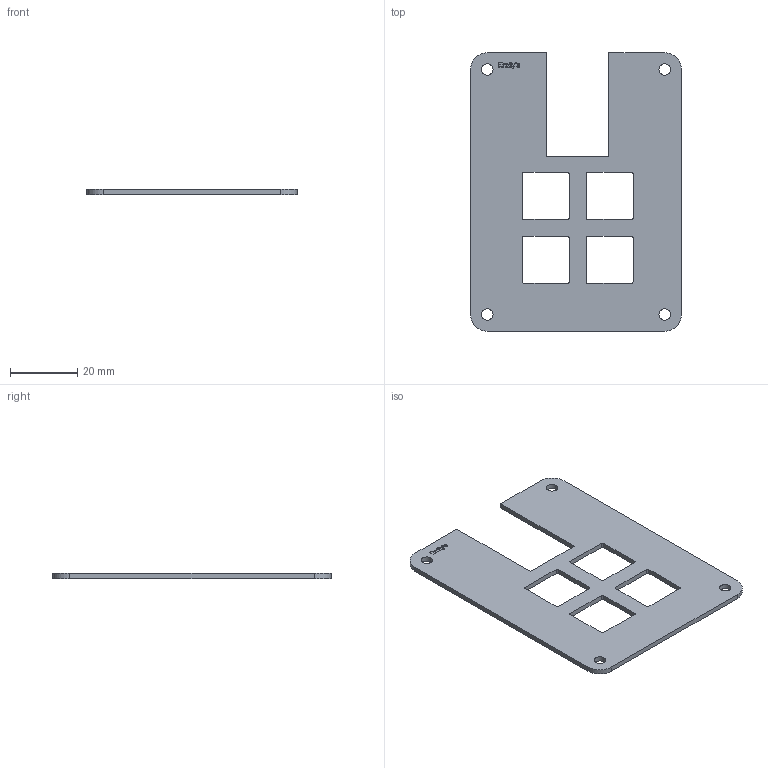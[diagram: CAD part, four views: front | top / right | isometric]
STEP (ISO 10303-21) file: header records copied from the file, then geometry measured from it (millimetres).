
FILE_DESCRIPTION(/* description */ (''),/* implementation_level */ '2;1');
FILE_NAME(/* name */ 'top_.step',/* time_stamp */ '2025-06-09T09:30:17+08:00',/* author */ (''),/* organization */ (''),/* preprocessor_version */ 'ST-DEVELOPER v20.1',/* originating_system */ 'Autodesk Translation Framework v14.10.0.0',/* authorisation */ '');
FILE_SCHEMA (('AUTOMOTIVE_DESIGN { 1 0 10303 214 3 1 1 }'));
Length unit declared in the file: millimetre
Products named in the file (1): top
Bounding box: 62.86 x 82.95 x 1.5 mm (x, y, z)
Volume: 5699.1 mm3; surface area: 8519.6 mm2
Topology: 1 solids, 1 shells, 167 faces, 471 edges, 314 vertices
Faces by surface type: plane 84, bspline 59, cylinder 24
Full cylindrical faces by diameter (mm): 3.4 x4
Entity records: 5988 total; most frequent: CARTESIAN_POINT 1956, ORIENTED_EDGE 942, DIRECTION 619, EDGE_CURVE 471, VERTEX_POINT 314, LINE 305, VECTOR 305, EDGE_LOOP 191
